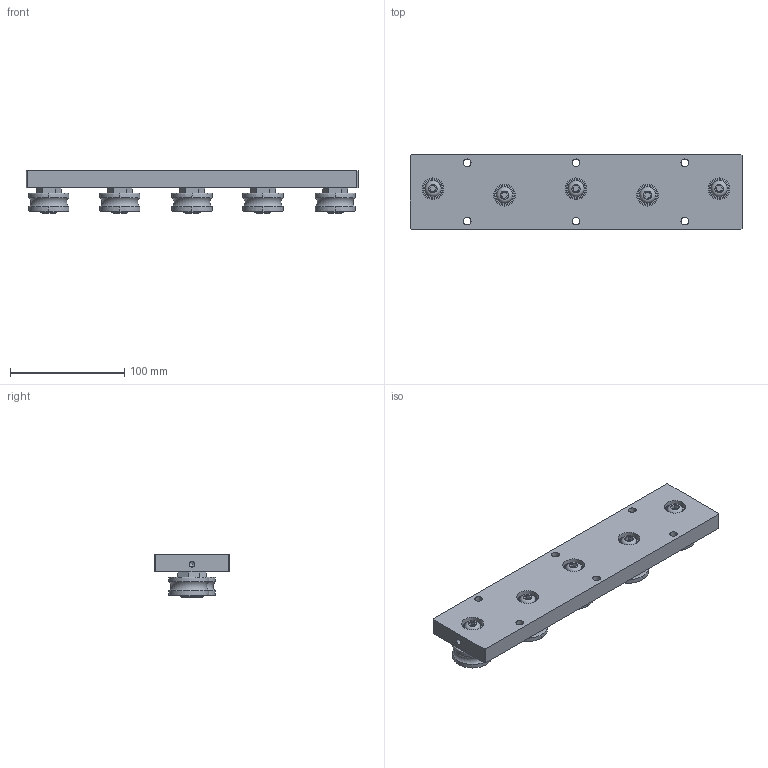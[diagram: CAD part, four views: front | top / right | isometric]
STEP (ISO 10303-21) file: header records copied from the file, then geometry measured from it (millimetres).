
FILE_DESCRIPTION(/* description */ ('CARRELLO PER IL65/AC 5 ROT. L=290'),/* implementation_level */ '2;1');
FILE_NAME(/* name */ 'GCARO0000059.stp',/* time_stamp */ '2022-07-28T15:50:23+02:00',/* author */ ('tecnico2.vi'),/* organization */ (''),/* preprocessor_version */ 'ST-DEVELOPER v18.1',/* originating_system */ 'Autodesk Inventor 2022',/* authorisation */ '');
FILE_SCHEMA (('AUTOMOTIVE_DESIGN { 1 0 10303 214 3 1 1 }'));
Length unit declared in the file: millimetre
Products named in the file (5): DM60CA0009-A; DM70CT0026-A; DM80VI0092-A; 23.535.00C; 23.535.00E
Assembly tree (11 placements, depth 2):
  DM60CA0009-A
    DM70CT0026-A
    DM80VI0092-A  x5
    23.535.00C  x3
    23.535.00E  x2
Bounding box: 290 x 65 x 37 mm (x, y, z)
Volume: 353851.2 mm3; surface area: 81210.9 mm2
Topology: 11 solids, 11 shells, 274 faces, 604 edges, 366 vertices
Faces by surface type: plane 143, cylinder 51, cone 35, torus 25, bspline 20
Full cylindrical faces by diameter (mm): 4.917 x2, 6.647 x16, 8 x5, 12 x10, 13.977 x2, 14 x6, 17.5 x5, 19 x5
Entity records: 4002 total; most frequent: CARTESIAN_POINT 1161, DIRECTION 576, ORIENTED_EDGE 486, EDGE_CURVE 243, AXIS2_PLACEMENT_3D 231, VERTEX_POINT 151, EDGE_LOOP 149, LINE 114
